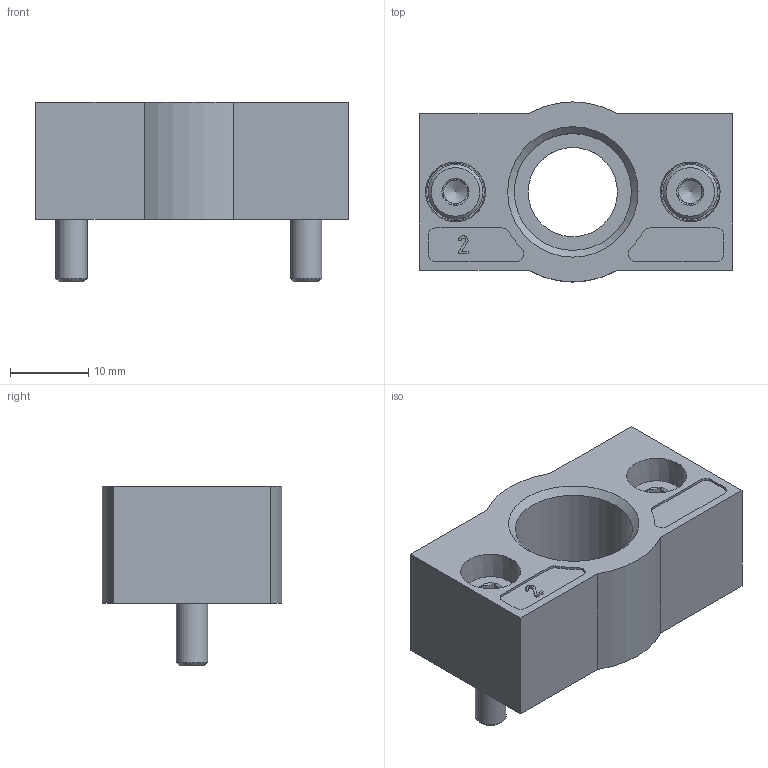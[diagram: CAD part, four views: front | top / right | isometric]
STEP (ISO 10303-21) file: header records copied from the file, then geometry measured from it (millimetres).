
FILE_DESCRIPTION(/* description */ ('STEP AP214'),/* implementation_level */ '2;1');
FILE_NAME(/* name */ '546500_PBL-3_8-D-MINI-R',/* time_stamp */ '2024-09-13T16:24:16+02:00',/* author */ ('License CC BY-ND 4.0'),/* organization */ ('CADENAS'),/* preprocessor_version */ 'ST-DEVELOPER v19.3',/* originating_system */ 'PARTsolutions',/* authorisation */ ' ');
FILE_SCHEMA (('AUTOMOTIVE_DESIGN {1 0 10303 214 3 1 1}'));
Length unit declared in the file: millimetre
Products named in the file (3): 546500 PBL-3/8-D-MINI-R; 380295 PBL-3/8-D-MINI-R---(0) p1; DIN-912 - M4x16(F)
Assembly tree (3 placements, depth 2):
  546500 PBL-3/8-D-MINI-R
    380295 PBL-3/8-D-MINI-R---(0) p1
    DIN-912 - M4x16(F)  x2
Bounding box: 40 x 23 x 23 mm (x, y, z)
Volume: 9458.9 mm3; surface area: 5436.1 mm2
Topology: 3 solids, 3 shells, 111 faces, 239 edges, 142 vertices
Faces by surface type: plane 57, cone 32, cylinder 22
Full cylindrical faces by diameter (mm): 3.242 x2, 4 x2, 7 x2, 11.4 x1, 14.95 x1
Entity records: 2285 total; most frequent: DIRECTION 399, CARTESIAN_POINT 389, ORIENTED_EDGE 326, EDGE_CURVE 163, AXIS2_PLACEMENT_3D 155, FACE_BOUND 120, EDGE_LOOP 117, VERTEX_POINT 115
